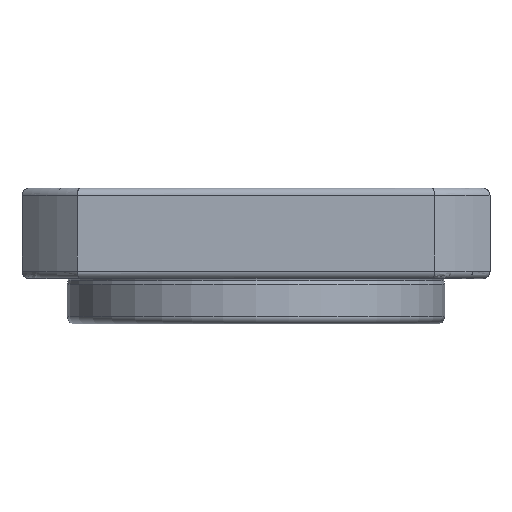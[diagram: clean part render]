
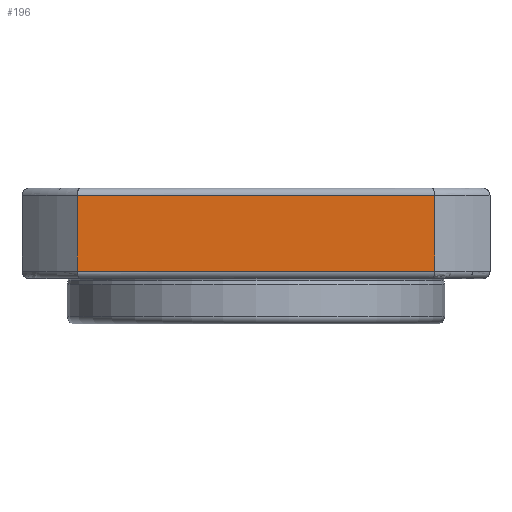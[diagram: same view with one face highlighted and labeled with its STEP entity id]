
A CAD part, front view. The second image highlights one B-rep face of the part: STEP entity #196.
In plain terms, the highlighted planar face has unit normal (0, -1, 0).
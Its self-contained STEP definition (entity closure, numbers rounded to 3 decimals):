
#94 = ORIENTED_EDGE ( 'NONE', *, *, #522, .T. ) ;
#196 = ADVANCED_FACE ( 'NONE', ( #4210 ), #2713, .T. ) ;
#204 = ORIENTED_EDGE ( 'NONE', *, *, #618, .T. ) ;
#258 = LINE ( 'NONE', #3907, #2078 ) ;
#304 = EDGE_CURVE ( 'NONE', #2298, #2587, #4602, .T. ) ;
#522 = EDGE_CURVE ( 'NONE', #2298, #3341, #258, .T. ) ;
#618 = EDGE_CURVE ( 'NONE', #1068, #2587, #3785, .T. ) ;
#691 = CARTESIAN_POINT ( 'NONE',  ( -35.496, -46.5, -3. ) ) ;
#746 = VECTOR ( 'NONE', #4716, 1000. ) ;
#816 = VECTOR ( 'NONE', #3039, 1000. ) ;
#1068 = VERTEX_POINT ( 'NONE', #691 ) ;
#1594 = CARTESIAN_POINT ( 'NONE',  ( -35.496, -46.5, 13.5 ) ) ;
#1631 = DIRECTION ( 'NONE',  ( 1., 0., 0. ) ) ;
#1794 = VECTOR ( 'NONE', #3329, 1000. ) ;
#2078 = VECTOR ( 'NONE', #4295, 1000. ) ;
#2092 = EDGE_CURVE ( 'NONE', #1068, #3341, #3645, .T. ) ;
#2298 = VERTEX_POINT ( 'NONE', #2334 ) ;
#2334 = CARTESIAN_POINT ( 'NONE',  ( 35.496, -46.5, 12. ) ) ;
#2351 = DIRECTION ( 'NONE',  ( 0., -1., 0. ) ) ;
#2587 = VERTEX_POINT ( 'NONE', #4129 ) ;
#2604 = AXIS2_PLACEMENT_3D ( 'NONE', #3819, #2351, #1631 ) ;
#2606 = ORIENTED_EDGE ( 'NONE', *, *, #304, .F. ) ;
#2713 = PLANE ( 'NONE',  #2604 ) ;
#3039 = DIRECTION ( 'NONE',  ( 0., 0., 1. ) ) ;
#3099 = CARTESIAN_POINT ( 'NONE',  ( -35.496, -46.5, 12. ) ) ;
#3329 = DIRECTION ( 'NONE',  ( 0., 0., -1. ) ) ;
#3341 = VERTEX_POINT ( 'NONE', #3099 ) ;
#3437 = CARTESIAN_POINT ( 'NONE',  ( 35.496, -46.5, 13.5 ) ) ;
#3477 = EDGE_LOOP ( 'NONE', ( #4232, #204, #2606, #94 ) ) ;
#3645 = LINE ( 'NONE', #1594, #816 ) ;
#3785 = LINE ( 'NONE', #4372, #746 ) ;
#3819 = CARTESIAN_POINT ( 'NONE',  ( -46.5, -46.5, -13.501 ) ) ;
#3907 = CARTESIAN_POINT ( 'NONE',  ( -32.966, -46.5, 12. ) ) ;
#4129 = CARTESIAN_POINT ( 'NONE',  ( 35.496, -46.5, -3. ) ) ;
#4210 = FACE_OUTER_BOUND ( 'NONE', #3477, .T. ) ;
#4232 = ORIENTED_EDGE ( 'NONE', *, *, #2092, .F. ) ;
#4295 = DIRECTION ( 'NONE',  ( -1., 0., 0. ) ) ;
#4372 = CARTESIAN_POINT ( 'NONE',  ( 32.966, -46.5, -3. ) ) ;
#4602 = LINE ( 'NONE', #3437, #1794 ) ;
#4716 = DIRECTION ( 'NONE',  ( 1., 0., 0. ) ) ;
